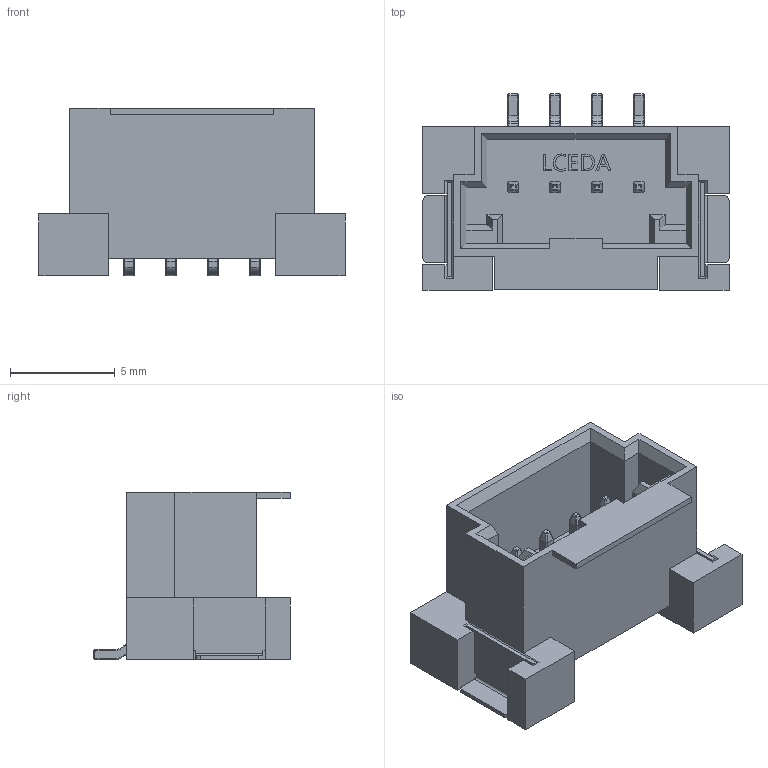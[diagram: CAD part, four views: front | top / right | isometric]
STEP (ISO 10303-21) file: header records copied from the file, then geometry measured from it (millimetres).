
FILE_DESCRIPTION (( 'STEP AP214' ), '1' );
FILE_NAME ('CONN-SMD_560020-P2.00-LS-4P.step', '2022-08-08T02:02:24', ( '' ), ( '' ), 'SwSTEP 2.0', 'SolidWorks 2020', '' );
FILE_SCHEMA (( 'AUTOMOTIVE_DESIGN' ));
Length unit declared in the file: millimetre
Products named in the file (1): CONN-SMD_560020-P2.00-LS-4P
Bounding box: 14.6 x 9.36 x 8.01 mm (x, y, z)
Volume: 349 mm3; surface area: 841.2 mm2
Topology: 14 solids, 14 shells, 781 faces, 1980 edges, 1242 vertices
Faces by surface type: plane 397, cylinder 176, bspline 112, torus 80, sphere 16
Entity records: 33408 total; most frequent: CARTESIAN_POINT 6516, ORIENTED_EDGE 3960, DIRECTION 3428, EDGE_CURVE 1980, LINE 1288, VECTOR 1288, VERTEX_POINT 1242, AXIS2_PLACEMENT_3D 1070
